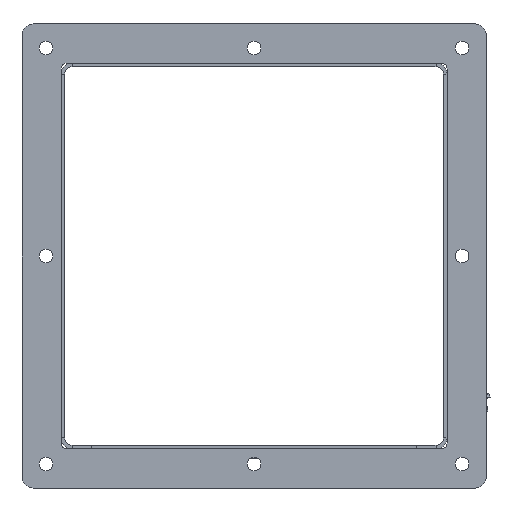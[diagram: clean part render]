
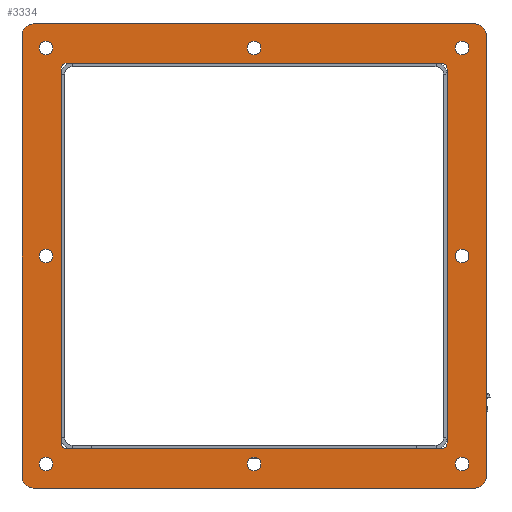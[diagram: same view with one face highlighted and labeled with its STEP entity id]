
A CAD part, front view. The second image highlights one B-rep face of the part: STEP entity #3334.
In plain terms, the highlighted face is planar.
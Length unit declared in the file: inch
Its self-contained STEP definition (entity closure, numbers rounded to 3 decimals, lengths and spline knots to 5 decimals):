
#136=FACE_BOUND($,#601,.T.);
#137=FACE_BOUND($,#602,.T.);
#138=FACE_BOUND($,#603,.T.);
#139=FACE_BOUND($,#604,.T.);
#140=FACE_BOUND($,#605,.T.);
#141=FACE_BOUND($,#606,.T.);
#142=FACE_BOUND($,#607,.T.);
#143=FACE_BOUND($,#608,.T.);
#144=FACE_BOUND($,#609,.T.);
#145=FACE_BOUND($,#610,.T.);
#245=PLANE($,#3600);
#601=EDGE_LOOP($,(#2483));
#602=EDGE_LOOP($,(#2484));
#603=EDGE_LOOP($,(#2485));
#604=EDGE_LOOP($,(#2486));
#605=EDGE_LOOP($,(#2487,#2488,#2489,#2490,#2491,#2492,#2493,#2494));
#606=EDGE_LOOP($,(#2495,#2496,#2497,#2498,#2499,#2500,#2501,#2502));
#607=EDGE_LOOP($,(#2503));
#608=EDGE_LOOP($,(#2504));
#609=EDGE_LOOP($,(#2505));
#610=EDGE_LOOP($,(#2506));
#784=CIRCLE($,#3545,0.125);
#786=CIRCLE($,#3549,0.125);
#788=CIRCLE($,#3553,0.125);
#790=CIRCLE($,#3557,0.125);
#792=CIRCLE($,#3561,0.14063);
#794=CIRCLE($,#3564,0.14063);
#796=CIRCLE($,#3567,0.14063);
#798=CIRCLE($,#3570,0.14063);
#799=CIRCLE($,#3572,0.25);
#808=CIRCLE($,#3584,0.25);
#809=CIRCLE($,#3587,0.25);
#810=CIRCLE($,#3590,0.25);
#811=CIRCLE($,#3592,0.14063);
#812=CIRCLE($,#3594,0.14063);
#813=CIRCLE($,#3596,0.14063);
#814=CIRCLE($,#3598,0.14063);
#955=LINE($,#5038,#1265);
#958=LINE($,#5049,#1268);
#962=LINE($,#5061,#1272);
#965=LINE($,#5070,#1275);
#971=LINE($,#5106,#1281);
#977=LINE($,#5134,#1287);
#980=LINE($,#5142,#1290);
#982=LINE($,#5160,#1292);
#1265=VECTOR($,#4028,7.75);
#1268=VECTOR($,#4039,7.75);
#1272=VECTOR($,#4051,7.75);
#1275=VECTOR($,#4062,7.75);
#1281=VECTOR($,#4100,9.125);
#1287=VECTOR($,#4128,9.125);
#1290=VECTOR($,#4137,9.125);
#1292=VECTOR($,#4161,9.125);
#1553=VERTEX_POINT($,#5028);
#1554=VERTEX_POINT($,#5030);
#1556=VERTEX_POINT($,#5036);
#1559=VERTEX_POINT($,#5043);
#1560=VERTEX_POINT($,#5045);
#1563=VERTEX_POINT($,#5055);
#1564=VERTEX_POINT($,#5057);
#1566=VERTEX_POINT($,#5066);
#1568=VERTEX_POINT($,#5075);
#1570=VERTEX_POINT($,#5080);
#1572=VERTEX_POINT($,#5085);
#1574=VERTEX_POINT($,#5090);
#1575=VERTEX_POINT($,#5093);
#1576=VERTEX_POINT($,#5094);
#1580=VERTEX_POINT($,#5104);
#1590=VERTEX_POINT($,#5128);
#1591=VERTEX_POINT($,#5132);
#1592=VERTEX_POINT($,#5136);
#1593=VERTEX_POINT($,#5140);
#1594=VERTEX_POINT($,#5144);
#1595=VERTEX_POINT($,#5148);
#1596=VERTEX_POINT($,#5151);
#1597=VERTEX_POINT($,#5154);
#1598=VERTEX_POINT($,#5157);
#1871=EDGE_CURVE($,#1553,#1554,#784,.T.);
#1875=EDGE_CURVE($,#1553,#1556,#955,.T.);
#1878=EDGE_CURVE($,#1559,#1560,#786,.T.);
#1880=EDGE_CURVE($,#1559,#1554,#958,.T.);
#1884=EDGE_CURVE($,#1563,#1564,#788,.T.);
#1886=EDGE_CURVE($,#1563,#1560,#962,.T.);
#1890=EDGE_CURVE($,#1566,#1556,#790,.T.);
#1891=EDGE_CURVE($,#1566,#1564,#965,.T.);
#1894=EDGE_CURVE($,#1568,#1568,#792,.T.);
#1896=EDGE_CURVE($,#1570,#1570,#794,.T.);
#1898=EDGE_CURVE($,#1572,#1572,#796,.T.);
#1900=EDGE_CURVE($,#1574,#1574,#798,.T.);
#1901=EDGE_CURVE($,#1575,#1576,#799,.T.);
#1907=EDGE_CURVE($,#1580,#1575,#971,.T.);
#1918=EDGE_CURVE($,#1590,#1580,#808,.T.);
#1921=EDGE_CURVE($,#1591,#1590,#977,.T.);
#1922=EDGE_CURVE($,#1592,#1591,#809,.T.);
#1925=EDGE_CURVE($,#1593,#1592,#980,.T.);
#1926=EDGE_CURVE($,#1594,#1593,#810,.T.);
#1928=EDGE_CURVE($,#1595,#1595,#811,.T.);
#1929=EDGE_CURVE($,#1596,#1596,#812,.T.);
#1930=EDGE_CURVE($,#1597,#1597,#813,.T.);
#1931=EDGE_CURVE($,#1598,#1598,#814,.T.);
#1932=EDGE_CURVE($,#1576,#1594,#982,.T.);
#2483=ORIENTED_EDGE($,*,*,#1894,.T.);
#2484=ORIENTED_EDGE($,*,*,#1896,.T.);
#2485=ORIENTED_EDGE($,*,*,#1898,.T.);
#2486=ORIENTED_EDGE($,*,*,#1900,.T.);
#2487=ORIENTED_EDGE($,*,*,#1901,.F.);
#2488=ORIENTED_EDGE($,*,*,#1907,.F.);
#2489=ORIENTED_EDGE($,*,*,#1918,.F.);
#2490=ORIENTED_EDGE($,*,*,#1921,.F.);
#2491=ORIENTED_EDGE($,*,*,#1922,.F.);
#2492=ORIENTED_EDGE($,*,*,#1925,.F.);
#2493=ORIENTED_EDGE($,*,*,#1926,.F.);
#2494=ORIENTED_EDGE($,*,*,#1932,.F.);
#2495=ORIENTED_EDGE($,*,*,#1875,.T.);
#2496=ORIENTED_EDGE($,*,*,#1890,.F.);
#2497=ORIENTED_EDGE($,*,*,#1891,.T.);
#2498=ORIENTED_EDGE($,*,*,#1884,.F.);
#2499=ORIENTED_EDGE($,*,*,#1886,.T.);
#2500=ORIENTED_EDGE($,*,*,#1878,.F.);
#2501=ORIENTED_EDGE($,*,*,#1880,.T.);
#2502=ORIENTED_EDGE($,*,*,#1871,.F.);
#2503=ORIENTED_EDGE($,*,*,#1928,.T.);
#2504=ORIENTED_EDGE($,*,*,#1929,.T.);
#2505=ORIENTED_EDGE($,*,*,#1930,.T.);
#2506=ORIENTED_EDGE($,*,*,#1931,.T.);
#3334=ADVANCED_FACE($,(#136,#137,#138,#139,#140,#141,#142,#143,#144,#145),
#245,.T.);
#3545=AXIS2_PLACEMENT_3D($,#5031,#4021,#4022);
#3549=AXIS2_PLACEMENT_3D($,#5046,#4034,#4035);
#3553=AXIS2_PLACEMENT_3D($,#5058,#4046,#4047);
#3557=AXIS2_PLACEMENT_3D($,#5068,#4058,#4059);
#3561=AXIS2_PLACEMENT_3D($,#5076,#4068,#4069);
#3564=AXIS2_PLACEMENT_3D($,#5081,#4074,#4075);
#3567=AXIS2_PLACEMENT_3D($,#5086,#4080,#4081);
#3570=AXIS2_PLACEMENT_3D($,#5091,#4086,#4087);
#3572=AXIS2_PLACEMENT_3D($,#5095,#4090,#4091);
#3584=AXIS2_PLACEMENT_3D($,#5129,#4122,#4123);
#3587=AXIS2_PLACEMENT_3D($,#5137,#4131,#4132);
#3590=AXIS2_PLACEMENT_3D($,#5145,#4140,#4141);
#3592=AXIS2_PLACEMENT_3D($,#5149,#4145,#4146);
#3594=AXIS2_PLACEMENT_3D($,#5152,#4149,#4150);
#3596=AXIS2_PLACEMENT_3D($,#5155,#4153,#4154);
#3598=AXIS2_PLACEMENT_3D($,#5158,#4157,#4158);
#3600=AXIS2_PLACEMENT_3D($,#5161,#4162,#4163);
#4021=DIRECTION('center_axis',(0.,0.,1.));
#4022=DIRECTION('ref_axis',(-0.707,-0.707,0.));
#4028=DIRECTION($,(0.,1.,0.));
#4034=DIRECTION('center_axis',(0.,0.,1.));
#4035=DIRECTION('ref_axis',(0.707,-0.707,0.));
#4039=DIRECTION($,(-1.,0.,0.));
#4046=DIRECTION('center_axis',(0.,0.,1.));
#4047=DIRECTION('ref_axis',(0.707,0.707,0.));
#4051=DIRECTION($,(0.,-1.,0.));
#4058=DIRECTION('center_axis',(0.,0.,1.));
#4059=DIRECTION('ref_axis',(-0.707,0.707,0.));
#4062=DIRECTION($,(1.,0.,0.));
#4068=DIRECTION('center_axis',(0.,0.,-1.));
#4069=DIRECTION('ref_axis',(-1.,0.,0.));
#4074=DIRECTION('center_axis',(0.,0.,-1.));
#4075=DIRECTION('ref_axis',(-1.,0.,0.));
#4080=DIRECTION('center_axis',(0.,0.,-1.));
#4081=DIRECTION('ref_axis',(-1.,0.,0.));
#4086=DIRECTION('center_axis',(0.,0.,-1.));
#4087=DIRECTION('ref_axis',(-1.,0.,0.));
#4090=DIRECTION('center_axis',(0.,0.,-1.));
#4091=DIRECTION('ref_axis',(-0.707,-0.707,0.));
#4100=DIRECTION($,(-1.,0.,0.));
#4122=DIRECTION('center_axis',(0.,0.,-1.));
#4123=DIRECTION('ref_axis',(0.707,-0.707,0.));
#4128=DIRECTION($,(0.,-1.,0.));
#4131=DIRECTION('center_axis',(0.,0.,-1.));
#4132=DIRECTION('ref_axis',(0.707,0.707,0.));
#4137=DIRECTION($,(1.,0.,0.));
#4140=DIRECTION('center_axis',(0.,0.,-1.));
#4141=DIRECTION('ref_axis',(-0.707,0.707,0.));
#4145=DIRECTION('center_axis',(0.,0.,-1.));
#4146=DIRECTION('ref_axis',(-1.,0.,0.));
#4149=DIRECTION('center_axis',(0.,0.,-1.));
#4150=DIRECTION('ref_axis',(-1.,0.,0.));
#4153=DIRECTION('center_axis',(0.,0.,-1.));
#4154=DIRECTION('ref_axis',(-1.,0.,0.));
#4157=DIRECTION('center_axis',(0.,0.,-1.));
#4158=DIRECTION('ref_axis',(-1.,0.,0.));
#4161=DIRECTION($,(0.,1.,0.));
#4162=DIRECTION('center_axis',(0.,0.,1.));
#4163=DIRECTION('ref_axis',(1.,0.,0.));
#5028=CARTESIAN_POINT('',(-4.,-3.875,0.125));
#5030=CARTESIAN_POINT('',(-3.875,-4.,0.125));
#5031=CARTESIAN_POINT('Origin',(-3.875,-3.875,0.125));
#5036=CARTESIAN_POINT('',(-4.,3.875,0.125));
#5038=CARTESIAN_POINT($,(-4.,-2.,0.125));
#5043=CARTESIAN_POINT('',(3.875,-4.,0.125));
#5045=CARTESIAN_POINT('',(4.,-3.875,0.125));
#5046=CARTESIAN_POINT('Origin',(3.875,-3.875,0.125));
#5049=CARTESIAN_POINT($,(2.,-4.,0.125));
#5055=CARTESIAN_POINT('',(4.,3.875,0.125));
#5057=CARTESIAN_POINT('',(3.875,4.,0.125));
#5058=CARTESIAN_POINT('Origin',(3.875,3.875,0.125));
#5061=CARTESIAN_POINT($,(4.,2.,0.125));
#5066=CARTESIAN_POINT('',(-3.875,4.,0.125));
#5068=CARTESIAN_POINT('Origin',(-3.875,3.875,0.125));
#5070=CARTESIAN_POINT($,(-2.,4.,0.125));
#5075=CARTESIAN_POINT('',(4.45313,0.,0.125));
#5076=CARTESIAN_POINT('Origin',(4.3125,0.,0.125));
#5080=CARTESIAN_POINT('',(0.14063,4.3125,0.125));
#5081=CARTESIAN_POINT('Origin',(0.,4.3125,0.125));
#5085=CARTESIAN_POINT('',(-4.17188,0.,0.125));
#5086=CARTESIAN_POINT('Origin',(-4.3125,0.,0.125));
#5090=CARTESIAN_POINT('',(0.14063,-4.3125,0.125));
#5091=CARTESIAN_POINT('Origin',(0.,-4.3125,0.125));
#5093=CARTESIAN_POINT('',(-4.5625,-4.8125,0.125));
#5094=CARTESIAN_POINT('',(-4.8125,-4.5625,0.125));
#5095=CARTESIAN_POINT('Origin',(-4.5625,-4.5625,0.125));
#5104=CARTESIAN_POINT('',(4.5625,-4.8125,0.125));
#5106=CARTESIAN_POINT($,(-4.8125,-4.8125,0.125));
#5128=CARTESIAN_POINT('',(4.8125,-4.5625,0.125));
#5129=CARTESIAN_POINT('Origin',(4.5625,-4.5625,0.125));
#5132=CARTESIAN_POINT('',(4.8125,4.5625,0.125));
#5134=CARTESIAN_POINT($,(4.8125,-4.8125,0.125));
#5136=CARTESIAN_POINT('',(4.5625,4.8125,0.125));
#5137=CARTESIAN_POINT('Origin',(4.5625,4.5625,0.125));
#5140=CARTESIAN_POINT('',(-4.5625,4.8125,0.125));
#5142=CARTESIAN_POINT($,(4.8125,4.8125,0.125));
#5144=CARTESIAN_POINT('',(-4.8125,4.5625,0.125));
#5145=CARTESIAN_POINT('Origin',(-4.5625,4.5625,0.125));
#5148=CARTESIAN_POINT('',(-4.17188,4.3125,0.125));
#5149=CARTESIAN_POINT('Origin',(-4.3125,4.3125,0.125));
#5151=CARTESIAN_POINT('',(-4.17188,-4.3125,0.125));
#5152=CARTESIAN_POINT('Origin',(-4.3125,-4.3125,0.125));
#5154=CARTESIAN_POINT('',(4.45313,-4.3125,0.125));
#5155=CARTESIAN_POINT('Origin',(4.3125,-4.3125,0.125));
#5157=CARTESIAN_POINT('',(4.45313,4.3125,0.125));
#5158=CARTESIAN_POINT('Origin',(4.3125,4.3125,0.125));
#5160=CARTESIAN_POINT($,(-4.8125,4.8125,0.125));
#5161=CARTESIAN_POINT('Origin',(0.,0.,0.125));
